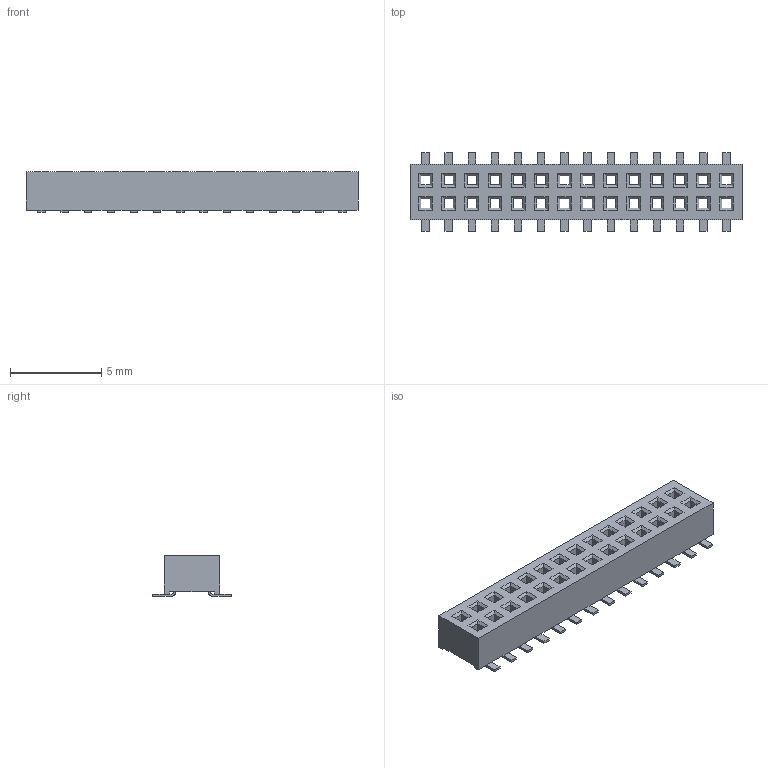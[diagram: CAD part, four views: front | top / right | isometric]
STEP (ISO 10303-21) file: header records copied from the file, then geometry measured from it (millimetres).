
FILE_DESCRIPTION((''),'2;1');
FILE_NAME('SAMTEC_CLP-114-02-X-D','2008-12-08T',('dburnier'),('EPFL'),'PRO/ENGINEER BY PARAMETRIC TECHNOLOGY CORPORATION, 2007370','PRO/ENGINEER BY PARAMETRIC TECHNOLOGY CORPORATION, 2007370','');
FILE_SCHEMA(('AUTOMOTIVE_DESIGN_CC2 { 1 2 10303 214 -1 1 5 2 }'));
Length unit declared in the file: inch
Products named in the file (1): SAMTEC_CLP-114-02-X-D
Bounding box: 18.21 x 4.32 x 2.25 mm (x, y, z)
Volume: 99 mm3; surface area: 333.1 mm2
Topology: 1 solids, 1 shells, 486 faces, 1340 edges, 800 vertices
Faces by surface type: plane 430, cylinder 56
Entity records: 22286 total; most frequent: ORIENTED_EDGE 2680, CARTESIAN_POINT 2626, DIRECTION 2424, PRESENTATION_STYLE_ASSIGNMENT 1603, STYLED_ITEM 1341, CURVE_STYLE 1340, EDGE_CURVE 1340, VECTOR 1228
